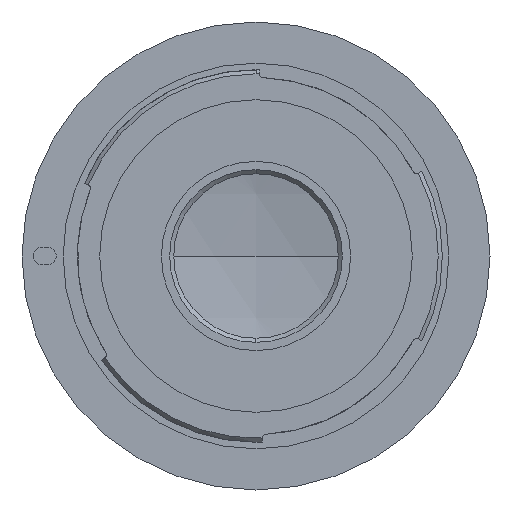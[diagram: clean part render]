
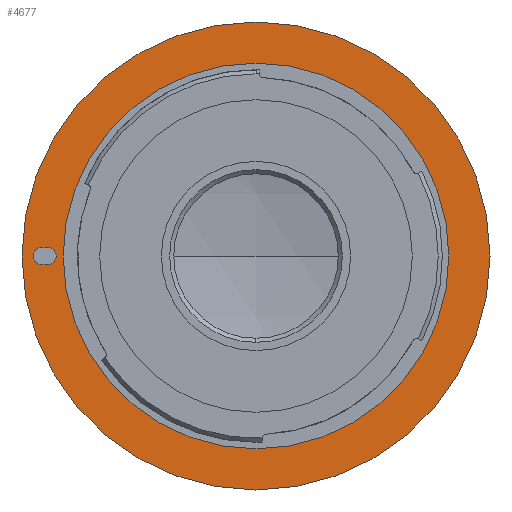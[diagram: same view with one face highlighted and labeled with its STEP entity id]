
A CAD part, left-side view. The second image highlights one B-rep face of the part: STEP entity #4677.
In plain terms, the highlighted planar face has unit normal (-1, 0, 0).
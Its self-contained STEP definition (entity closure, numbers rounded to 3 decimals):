
#72 = EDGE_CURVE ( 'NONE', #3783, #889, #2785, .T. ) ;
#84 = AXIS2_PLACEMENT_3D ( 'NONE', #5155, #2413, #5595 ) ;
#181 = AXIS2_PLACEMENT_3D ( 'NONE', #4144, #1422, #4602 ) ;
#182 = EDGE_LOOP ( 'NONE', ( #691, #1124 ) ) ;
#203 = DIRECTION ( 'NONE',  ( 0., 0., -1. ) ) ;
#237 = CARTESIAN_POINT ( 'NONE',  ( -59.587, 0., 28.45 ) ) ;
#302 = CARTESIAN_POINT ( 'NONE',  ( -59.587, 25.35, 1.05 ) ) ;
#318 = VERTEX_POINT ( 'NONE', #2481 ) ;
#333 = ORIENTED_EDGE ( 'NONE', *, *, #3062, .F. ) ;
#427 = EDGE_CURVE ( 'NONE', #889, #3783, #2625, .T. ) ;
#434 = CARTESIAN_POINT ( 'NONE',  ( -59.587, -23.45, 0. ) ) ;
#511 = VECTOR ( 'NONE', #1293, 1000. ) ;
#570 = CARTESIAN_POINT ( 'NONE',  ( -59.587, 0., 0. ) ) ;
#615 = EDGE_LOOP ( 'NONE', ( #333, #5038 ) ) ;
#691 = ORIENTED_EDGE ( 'NONE', *, *, #427, .T. ) ;
#720 = VECTOR ( 'NONE', #4395, 1000. ) ;
#877 = DIRECTION ( 'NONE',  ( 0., 0., 1. ) ) ;
#889 = VERTEX_POINT ( 'NONE', #3732 ) ;
#938 = FACE_OUTER_BOUND ( 'NONE', #182, .T. ) ;
#941 = AXIS2_PLACEMENT_3D ( 'NONE', #4505, #1791, #4983 ) ;
#968 = AXIS2_PLACEMENT_3D ( 'NONE', #570, #3762, #1023 ) ;
#1023 = DIRECTION ( 'NONE',  ( 0., 0., -1. ) ) ;
#1124 = ORIENTED_EDGE ( 'NONE', *, *, #72, .T. ) ;
#1293 = DIRECTION ( 'NONE',  ( 0., -1., 0. ) ) ;
#1315 = PLANE ( 'NONE',  #1835 ) ;
#1400 = VERTEX_POINT ( 'NONE', #3484 ) ;
#1403 = CIRCLE ( 'NONE', #941, 1.05 ) ;
#1416 = EDGE_CURVE ( 'NONE', #1745, #5187, #5568, .T. ) ;
#1422 = DIRECTION ( 'NONE',  ( -1., 0., 0. ) ) ;
#1456 = EDGE_CURVE ( 'NONE', #1529, #318, #3994, .T. ) ;
#1529 = VERTEX_POINT ( 'NONE', #4559 ) ;
#1634 = ORIENTED_EDGE ( 'NONE', *, *, #3326, .F. ) ;
#1745 = VERTEX_POINT ( 'NONE', #3268 ) ;
#1791 = DIRECTION ( 'NONE',  ( -1., 0., 0. ) ) ;
#1835 = AXIS2_PLACEMENT_3D ( 'NONE', #434, #3608, #877 ) ;
#1856 = AXIS2_PLACEMENT_3D ( 'NONE', #5652, #2937, #203 ) ;
#1971 = DIRECTION ( 'NONE',  ( -1., 0., 0. ) ) ;
#2059 = EDGE_LOOP ( 'NONE', ( #2748, #4384, #5449, #1634 ) ) ;
#2220 = CARTESIAN_POINT ( 'NONE',  ( -59.587, 25.35, -1.05 ) ) ;
#2413 = DIRECTION ( 'NONE',  ( -1., 0., 0. ) ) ;
#2481 = CARTESIAN_POINT ( 'NONE',  ( -59.587, 25.35, -1.05 ) ) ;
#2487 = CIRCLE ( 'NONE', #968, 23.45 ) ;
#2625 = CIRCLE ( 'NONE', #84, 28.45 ) ;
#2682 = CIRCLE ( 'NONE', #5457, 1.05 ) ;
#2696 = CIRCLE ( 'NONE', #181, 23.45 ) ;
#2748 = ORIENTED_EDGE ( 'NONE', *, *, #1416, .F. ) ;
#2785 = CIRCLE ( 'NONE', #1856, 28.45 ) ;
#2937 = DIRECTION ( 'NONE',  ( -1., 0., 0. ) ) ;
#3062 = EDGE_CURVE ( 'NONE', #1400, #4994, #2487, .T. ) ;
#3268 = CARTESIAN_POINT ( 'NONE',  ( -59.587, 25.35, 1.05 ) ) ;
#3326 = EDGE_CURVE ( 'NONE', #5187, #1529, #1403, .T. ) ;
#3484 = CARTESIAN_POINT ( 'NONE',  ( -59.587, 0., -23.45 ) ) ;
#3608 = DIRECTION ( 'NONE',  ( 1., 0., 0. ) ) ;
#3732 = CARTESIAN_POINT ( 'NONE',  ( -59.587, 0., -28.45 ) ) ;
#3762 = DIRECTION ( 'NONE',  ( -1., 0., 0. ) ) ;
#3783 = VERTEX_POINT ( 'NONE', #237 ) ;
#3800 = FACE_BOUND ( 'NONE', #2059, .T. ) ;
#3801 = CARTESIAN_POINT ( 'NONE',  ( -59.587, 0., 23.45 ) ) ;
#3994 = LINE ( 'NONE', #2220, #511 ) ;
#4144 = CARTESIAN_POINT ( 'NONE',  ( -59.587, 0., 0. ) ) ;
#4384 = ORIENTED_EDGE ( 'NONE', *, *, #5713, .F. ) ;
#4395 = DIRECTION ( 'NONE',  ( 0., 1., 0. ) ) ;
#4505 = CARTESIAN_POINT ( 'NONE',  ( -59.587, 26.05, 0. ) ) ;
#4559 = CARTESIAN_POINT ( 'NONE',  ( -59.587, 26.05, -1.05 ) ) ;
#4602 = DIRECTION ( 'NONE',  ( 0., 0., -1. ) ) ;
#4677 = ADVANCED_FACE ( 'NONE', ( #3800, #5640, #938 ), #1315, .F. ) ;
#4704 = CARTESIAN_POINT ( 'NONE',  ( -59.587, 25.35, 0. ) ) ;
#4983 = DIRECTION ( 'NONE',  ( 0., 0., -1. ) ) ;
#4994 = VERTEX_POINT ( 'NONE', #3801 ) ;
#5038 = ORIENTED_EDGE ( 'NONE', *, *, #5204, .F. ) ;
#5054 = CARTESIAN_POINT ( 'NONE',  ( -59.587, 26.05, 1.05 ) ) ;
#5155 = CARTESIAN_POINT ( 'NONE',  ( -59.587, 0., 0. ) ) ;
#5171 = DIRECTION ( 'NONE',  ( 0., 0., -1. ) ) ;
#5187 = VERTEX_POINT ( 'NONE', #5054 ) ;
#5204 = EDGE_CURVE ( 'NONE', #4994, #1400, #2696, .T. ) ;
#5449 = ORIENTED_EDGE ( 'NONE', *, *, #1456, .F. ) ;
#5457 = AXIS2_PLACEMENT_3D ( 'NONE', #4704, #1971, #5171 ) ;
#5568 = LINE ( 'NONE', #302, #720 ) ;
#5595 = DIRECTION ( 'NONE',  ( 0., 0., -1. ) ) ;
#5640 = FACE_BOUND ( 'NONE', #615, .T. ) ;
#5652 = CARTESIAN_POINT ( 'NONE',  ( -59.587, 0., 0. ) ) ;
#5713 = EDGE_CURVE ( 'NONE', #318, #1745, #2682, .T. ) ;
